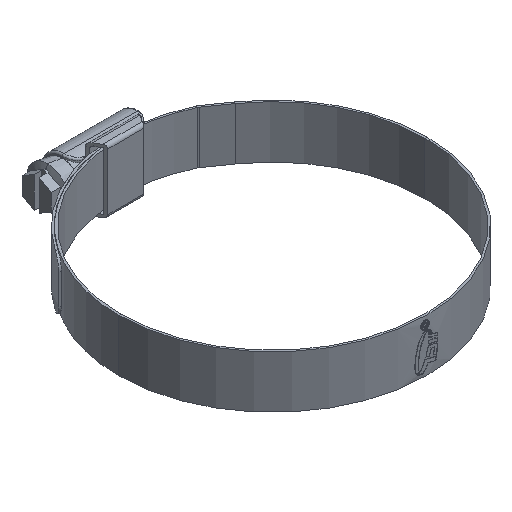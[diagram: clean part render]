
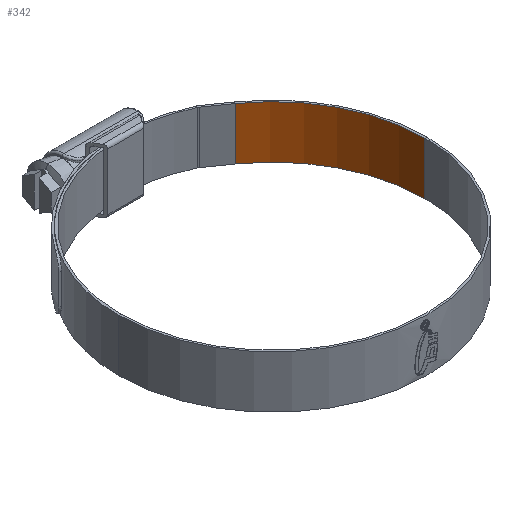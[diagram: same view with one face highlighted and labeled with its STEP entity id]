
A CAD part, isometric view. The second image highlights one B-rep face of the part: STEP entity #342.
In plain terms, the highlighted cylindrical face has radius 41.5 mm (diameter 83 mm), a partial arc.
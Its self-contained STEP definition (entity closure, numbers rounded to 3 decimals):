
#277 = CARTESIAN_POINT ( 'NONE',  ( 41.5, 0., 7.135 ) ) ;
#342 = ADVANCED_FACE ( 'NONE', ( #4732 ), #7600, .F. ) ;
#518 = AXIS2_PLACEMENT_3D ( 'NONE', #538, #6511, #2315 ) ;
#538 = CARTESIAN_POINT ( 'NONE',  ( 0., 0., 7.135 ) ) ;
#699 = ORIENTED_EDGE ( 'NONE', *, *, #3071, .T. ) ;
#897 = VERTEX_POINT ( 'NONE', #2312 ) ;
#905 = ORIENTED_EDGE ( 'NONE', *, *, #7559, .T. ) ;
#1207 = LINE ( 'NONE', #5933, #5330 ) ;
#1493 = EDGE_CURVE ( 'NONE', #4571, #5650, #1207, .T. ) ;
#1759 = EDGE_LOOP ( 'NONE', ( #3386, #699, #905, #3631 ) ) ;
#1953 = VERTEX_POINT ( 'NONE', #3438 ) ;
#2312 = CARTESIAN_POINT ( 'NONE',  ( 23.803, 33.995, -7.135 ) ) ;
#2315 = DIRECTION ( 'NONE',  ( -1., 0., 0. ) ) ;
#2445 = CARTESIAN_POINT ( 'NONE',  ( 0., 0., 7.135 ) ) ;
#2960 = CARTESIAN_POINT ( 'NONE',  ( 23.803, 33.995, 7.135 ) ) ;
#3071 = EDGE_CURVE ( 'NONE', #4571, #1953, #7262, .T. ) ;
#3386 = ORIENTED_EDGE ( 'NONE', *, *, #1493, .F. ) ;
#3429 = CARTESIAN_POINT ( 'NONE',  ( 0., 0., -7.135 ) ) ;
#3438 = CARTESIAN_POINT ( 'NONE',  ( 23.803, 33.995, 7.135 ) ) ;
#3631 = ORIENTED_EDGE ( 'NONE', *, *, #5832, .F. ) ;
#3665 = CARTESIAN_POINT ( 'NONE',  ( 41.5, 0., -7.135 ) ) ;
#3770 = AXIS2_PLACEMENT_3D ( 'NONE', #2445, #7102, #4745 ) ;
#4571 = VERTEX_POINT ( 'NONE', #277 ) ;
#4732 = FACE_OUTER_BOUND ( 'NONE', #1759, .T. ) ;
#4745 = DIRECTION ( 'NONE',  ( 1., 0., 0. ) ) ;
#4865 = VECTOR ( 'NONE', #7197, 1000. ) ;
#5330 = VECTOR ( 'NONE', #6077, 1000. ) ;
#5650 = VERTEX_POINT ( 'NONE', #3665 ) ;
#5753 = AXIS2_PLACEMENT_3D ( 'NONE', #3429, #5807, #5847 ) ;
#5807 = DIRECTION ( 'NONE',  ( 0., 0., 1. ) ) ;
#5832 = EDGE_CURVE ( 'NONE', #5650, #897, #7252, .T. ) ;
#5847 = DIRECTION ( 'NONE',  ( 1., 0., 0. ) ) ;
#5933 = CARTESIAN_POINT ( 'NONE',  ( 41.5, 0., 7.135 ) ) ;
#6077 = DIRECTION ( 'NONE',  ( 0., 0., -1. ) ) ;
#6511 = DIRECTION ( 'NONE',  ( 0., 0., -1. ) ) ;
#7102 = DIRECTION ( 'NONE',  ( 0., 0., 1. ) ) ;
#7162 = LINE ( 'NONE', #2960, #4865 ) ;
#7197 = DIRECTION ( 'NONE',  ( 0., 0., -1. ) ) ;
#7252 = CIRCLE ( 'NONE', #5753, 41.5 ) ;
#7262 = CIRCLE ( 'NONE', #3770, 41.5 ) ;
#7559 = EDGE_CURVE ( 'NONE', #1953, #897, #7162, .T. ) ;
#7600 = CYLINDRICAL_SURFACE ( 'NONE', #518, 41.5 ) ;
